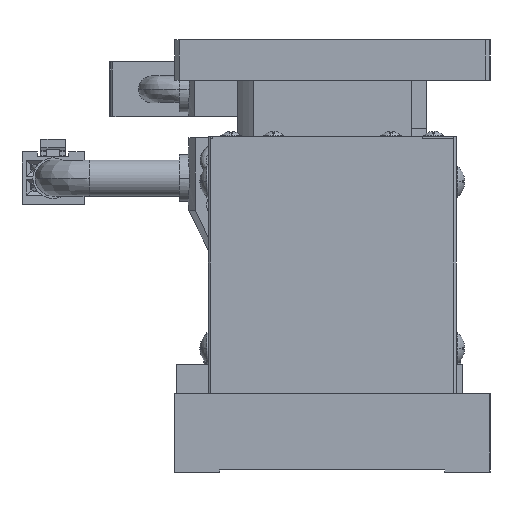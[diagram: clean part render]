
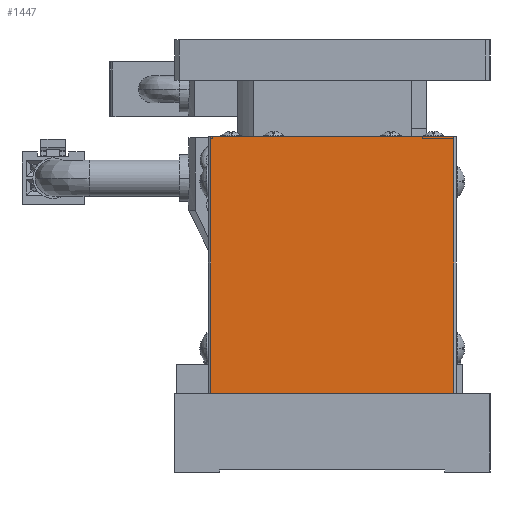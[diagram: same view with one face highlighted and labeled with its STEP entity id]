
A CAD part, left-side view. The second image highlights one B-rep face of the part: STEP entity #1447.
In plain terms, the highlighted planar face has unit normal (-1, 0, 0).
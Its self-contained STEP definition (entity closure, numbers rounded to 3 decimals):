
#1447=ADVANCED_FACE('',(#15540),#15539,.T.);
#15539=PLANE('',#39379);
#15540=FACE_OUTER_BOUND('',#39380,.T.);
#39376=CARTESIAN_POINT('',(-27.5,32.4,11.8));
#39377=DIRECTION('',(-1.,0.,0.));
#39378=DIRECTION('',(0.,-1.,0.));
#39379=AXIS2_PLACEMENT_3D('',#39376,#39377,#39378);
#39380=EDGE_LOOP('',(#56486,#56487,#56488,#56489));
#56486=ORIENTED_EDGE('',*,*,#68743,.T.);
#56487=ORIENTED_EDGE('',*,*,#68744,.T.);
#56488=ORIENTED_EDGE('',*,*,#68745,.F.);
#56489=ORIENTED_EDGE('',*,*,#68746,.T.);
#68743=EDGE_CURVE('',#96698,#96699,#96700,.T.);
#68744=EDGE_CURVE('',#96699,#96706,#96707,.T.);
#68745=EDGE_CURVE('',#96713,#96706,#96714,.T.);
#68746=EDGE_CURVE('',#96713,#96698,#96720,.T.);
#96698=VERTEX_POINT('',#136743);
#96699=VERTEX_POINT('',#136744);
#96700=LINE('',#136745,#136746);
#96706=VERTEX_POINT('',#136748);
#96707=LINE('',#136749,#136750);
#96713=VERTEX_POINT('',#136752);
#96714=LINE('',#136753,#136754);
#96720=LINE('',#136756,#136757);
#136743=CARTESIAN_POINT('',(-27.5,27.,17.5));
#136744=CARTESIAN_POINT('',(-27.5,-27.,17.5));
#136745=CARTESIAN_POINT('',(-27.5,27.,17.5));
#136746=VECTOR('',#136747,54.);
#136747=DIRECTION('',(0.,-1.,0.));
#136748=CARTESIAN_POINT('',(-27.5,-27.,74.5));
#136749=CARTESIAN_POINT('',(-27.5,-27.,17.5));
#136750=VECTOR('',#136751,57.);
#136751=DIRECTION('',(0.,0.,1.));
#136752=CARTESIAN_POINT('',(-27.5,27.,74.5));
#136753=CARTESIAN_POINT('',(-27.5,27.,74.5));
#136754=VECTOR('',#136755,54.);
#136755=DIRECTION('',(0.,-1.,0.));
#136756=CARTESIAN_POINT('',(-27.5,27.,74.5));
#136757=VECTOR('',#136758,57.);
#136758=DIRECTION('',(0.,0.,-1.));
